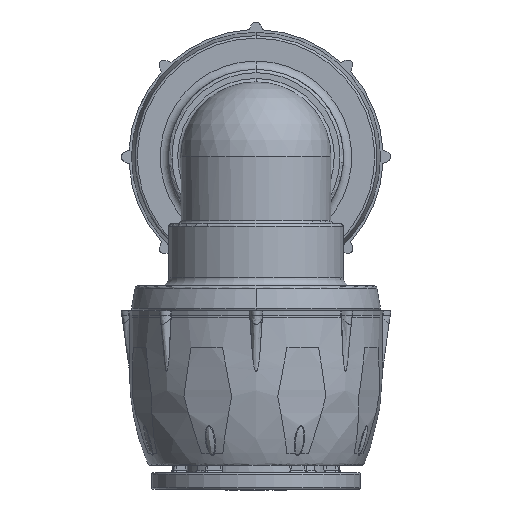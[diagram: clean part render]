
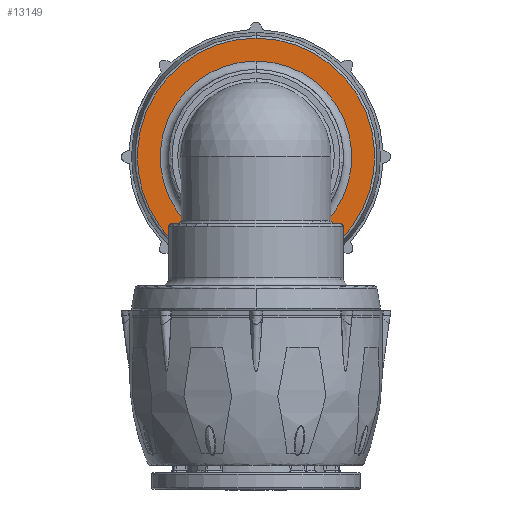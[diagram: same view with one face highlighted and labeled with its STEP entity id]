
A CAD part, front view. The second image highlights one B-rep face of the part: STEP entity #13149.
In plain terms, the highlighted planar face has unit normal (0, -1, 0).
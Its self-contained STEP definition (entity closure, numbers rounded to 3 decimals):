
#537 = DIRECTION ( 'NONE',  ( 0., 0., 1. ) ) ;
#1285 = ORIENTED_EDGE ( 'NONE', *, *, #38246, .T. ) ;
#3813 = ORIENTED_EDGE ( 'NONE', *, *, #14666, .T. ) ;
#4300 = CARTESIAN_POINT ( 'NONE',  ( 0., 15.5, 0. ) ) ;
#5214 = CARTESIAN_POINT ( 'NONE',  ( 0., 15.5, 0. ) ) ;
#6272 = CIRCLE ( 'NONE', #7035, 14.246 ) ;
#7035 = AXIS2_PLACEMENT_3D ( 'NONE', #26925, #35575, #9791 ) ;
#8205 = CARTESIAN_POINT ( 'NONE',  ( -1.5, 15.5, 0. ) ) ;
#9141 = LINE ( 'NONE', #15264, #11827 ) ;
#9261 = EDGE_CURVE ( 'NONE', #11309, #48507, #32369, .T. ) ;
#9571 = DIRECTION ( 'NONE',  ( 0., 1., 0. ) ) ;
#9791 = DIRECTION ( 'NONE',  ( 0., 0., 1. ) ) ;
#10750 = CARTESIAN_POINT ( 'NONE',  ( 0., 15.5, 14.246 ) ) ;
#11309 = VERTEX_POINT ( 'NONE', #44557 ) ;
#11827 = VECTOR ( 'NONE', #27856, 1000. ) ;
#13149 = ADVANCED_FACE ( 'NONE', ( #38556 ), #55393, .F. ) ;
#13425 = CARTESIAN_POINT ( 'NONE',  ( 1.5, 15.5, -11.402 ) ) ;
#14666 = EDGE_CURVE ( 'NONE', #45454, #11309, #28370, .T. ) ;
#15264 = CARTESIAN_POINT ( 'NONE',  ( 1.5, 15.5, -14.186 ) ) ;
#18210 = ORIENTED_EDGE ( 'NONE', *, *, #25506, .T. ) ;
#18840 = CARTESIAN_POINT ( 'NONE',  ( -1.5, 15.5, -14.167 ) ) ;
#19399 = ORIENTED_EDGE ( 'NONE', *, *, #55504, .T. ) ;
#20354 = VECTOR ( 'NONE', #33793, 1000. ) ;
#20542 = ORIENTED_EDGE ( 'NONE', *, *, #9261, .T. ) ;
#22139 = VERTEX_POINT ( 'NONE', #10750 ) ;
#24041 = AXIS2_PLACEMENT_3D ( 'NONE', #4300, #47181, #537 ) ;
#24219 = AXIS2_PLACEMENT_3D ( 'NONE', #46335, #24953, #29246 ) ;
#24623 = CIRCLE ( 'NONE', #24041, 14.246 ) ;
#24953 = DIRECTION ( 'NONE',  ( 0., 1., 0. ) ) ;
#24970 = CARTESIAN_POINT ( 'NONE',  ( 0., 15.5, 0. ) ) ;
#25453 = EDGE_LOOP ( 'NONE', ( #20542, #18210, #39623, #1285, #19399, #3813 ) ) ;
#25506 = EDGE_CURVE ( 'NONE', #48507, #38206, #45381, .T. ) ;
#25867 = CARTESIAN_POINT ( 'NONE',  ( 0., 15.5, 11.5 ) ) ;
#26925 = CARTESIAN_POINT ( 'NONE',  ( 0., 15.5, 0. ) ) ;
#27856 = DIRECTION ( 'NONE',  ( 0., 0., -1. ) ) ;
#28370 = LINE ( 'NONE', #8205, #20354 ) ;
#29246 = DIRECTION ( 'NONE',  ( 0., 0., 1. ) ) ;
#29662 = DIRECTION ( 'NONE',  ( 0., 1., 0. ) ) ;
#30009 = CARTESIAN_POINT ( 'NONE',  ( 1.5, 15.5, -14.167 ) ) ;
#32369 = CIRCLE ( 'NONE', #24219, 11.5 ) ;
#33793 = DIRECTION ( 'NONE',  ( 0., 0., 1. ) ) ;
#34972 = AXIS2_PLACEMENT_3D ( 'NONE', #24970, #29662, #38096 ) ;
#35575 = DIRECTION ( 'NONE',  ( 0., -1., 0. ) ) ;
#38096 = DIRECTION ( 'NONE',  ( 0., 0., 1. ) ) ;
#38206 = VERTEX_POINT ( 'NONE', #13425 ) ;
#38246 = EDGE_CURVE ( 'NONE', #40208, #22139, #6272, .T. ) ;
#38556 = FACE_OUTER_BOUND ( 'NONE', #25453, .T. ) ;
#39623 = ORIENTED_EDGE ( 'NONE', *, *, #55115, .T. ) ;
#39647 = DIRECTION ( 'NONE',  ( 0., 0., 1. ) ) ;
#40208 = VERTEX_POINT ( 'NONE', #30009 ) ;
#42429 = AXIS2_PLACEMENT_3D ( 'NONE', #5214, #9571, #39647 ) ;
#44557 = CARTESIAN_POINT ( 'NONE',  ( -1.5, 15.5, -11.402 ) ) ;
#45381 = CIRCLE ( 'NONE', #42429, 11.5 ) ;
#45454 = VERTEX_POINT ( 'NONE', #18840 ) ;
#46335 = CARTESIAN_POINT ( 'NONE',  ( 0., 15.5, 0. ) ) ;
#47181 = DIRECTION ( 'NONE',  ( 0., -1., 0. ) ) ;
#48507 = VERTEX_POINT ( 'NONE', #25867 ) ;
#55115 = EDGE_CURVE ( 'NONE', #38206, #40208, #9141, .T. ) ;
#55393 = PLANE ( 'NONE',  #34972 ) ;
#55504 = EDGE_CURVE ( 'NONE', #22139, #45454, #24623, .T. ) ;
